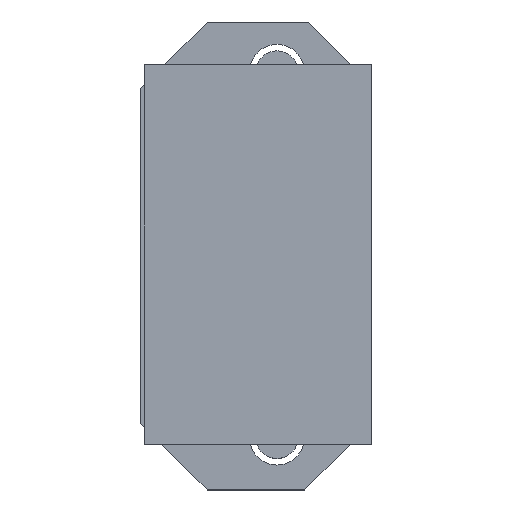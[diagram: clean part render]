
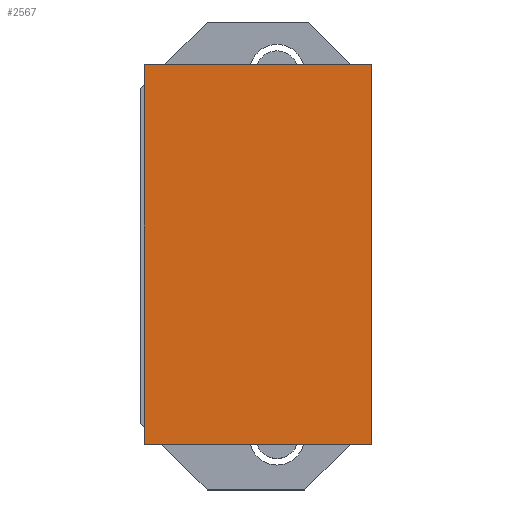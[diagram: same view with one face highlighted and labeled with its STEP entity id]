
A CAD part, top view. The second image highlights one B-rep face of the part: STEP entity #2567.
In plain terms, the highlighted planar face has unit normal (0, 0, 1).
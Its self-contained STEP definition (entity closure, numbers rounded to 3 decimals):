
#2438 = VERTEX_POINT('',#2439);
#2439 = CARTESIAN_POINT('',(4.128,-6.904,3.556));
#2445 = EDGE_CURVE('',#2438,#2446,#2448,.T.);
#2446 = VERTEX_POINT('',#2447);
#2447 = CARTESIAN_POINT('',(-4.128,-6.904,3.556));
#2448 = LINE('',#2449,#2450);
#2449 = CARTESIAN_POINT('',(4.128,-6.904,3.556));
#2450 = VECTOR('',#2451,1.);
#2451 = DIRECTION('',(-1.,0.,0.));
#2476 = EDGE_CURVE('',#2446,#2477,#2479,.T.);
#2477 = VERTEX_POINT('',#2478);
#2478 = CARTESIAN_POINT('',(-4.128,6.904,3.556));
#2479 = LINE('',#2480,#2481);
#2480 = CARTESIAN_POINT('',(-4.128,-6.904,3.556));
#2481 = VECTOR('',#2482,1.);
#2482 = DIRECTION('',(0.,1.,0.));
#2507 = EDGE_CURVE('',#2477,#2508,#2510,.T.);
#2508 = VERTEX_POINT('',#2509);
#2509 = CARTESIAN_POINT('',(4.128,6.904,3.556));
#2510 = LINE('',#2511,#2512);
#2511 = CARTESIAN_POINT('',(-4.128,6.904,3.556));
#2512 = VECTOR('',#2513,1.);
#2513 = DIRECTION('',(1.,0.,0.));
#2538 = EDGE_CURVE('',#2508,#2438,#2539,.T.);
#2539 = LINE('',#2540,#2541);
#2540 = CARTESIAN_POINT('',(4.128,6.904,3.556));
#2541 = VECTOR('',#2542,1.);
#2542 = DIRECTION('',(0.,-1.,0.));
#2567 = ADVANCED_FACE('',(#2568),#2574,.T.);
#2568 = FACE_BOUND('',#2569,.F.);
#2569 = EDGE_LOOP('',(#2570,#2571,#2572,#2573));
#2570 = ORIENTED_EDGE('',*,*,#2445,.T.);
#2571 = ORIENTED_EDGE('',*,*,#2476,.T.);
#2572 = ORIENTED_EDGE('',*,*,#2507,.T.);
#2573 = ORIENTED_EDGE('',*,*,#2538,.T.);
#2574 = PLANE('',#2575);
#2575 = AXIS2_PLACEMENT_3D('',#2576,#2577,#2578);
#2576 = CARTESIAN_POINT('',(4.128,-6.904,3.556));
#2577 = DIRECTION('',(0.,0.,1.));
#2578 = DIRECTION('',(1.,0.,0.));
